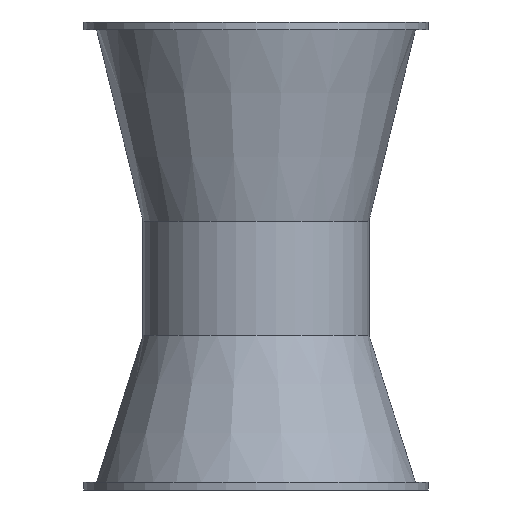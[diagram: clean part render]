
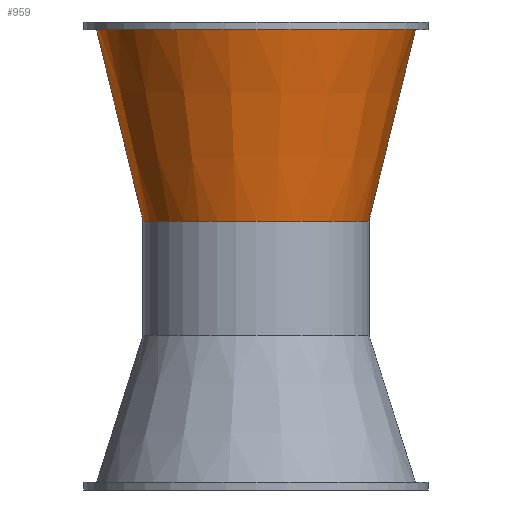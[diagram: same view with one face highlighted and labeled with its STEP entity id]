
A CAD part, front view. The second image highlights one B-rep face of the part: STEP entity #959.
In plain terms, the highlighted conical face has half-angle 13.639 degrees and reference radius 45 mm.
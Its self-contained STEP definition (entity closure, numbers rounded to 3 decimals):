
#3 = ORIENTED_EDGE ( 'NONE', *, *, #744, .T. ) ;
#24 = DIRECTION ( 'NONE',  ( 0., 0., 1. ) ) ;
#40 = VERTEX_POINT ( 'NONE', #158 ) ;
#77 = EDGE_CURVE ( 'NONE', #160, #40, #637, .T. ) ;
#97 = VERTEX_POINT ( 'NONE', #813 ) ;
#158 = CARTESIAN_POINT ( 'NONE',  ( -63.5, 0., 104.14 ) ) ;
#160 = VERTEX_POINT ( 'NONE', #167 ) ;
#167 = CARTESIAN_POINT ( 'NONE',  ( -45., 0., 27.9 ) ) ;
#176 = DIRECTION ( 'NONE',  ( 1., 0., 0. ) ) ;
#215 = DIRECTION ( 'NONE',  ( 1., 0., 0. ) ) ;
#237 = CIRCLE ( 'NONE', #391, 63.5 ) ;
#251 = ORIENTED_EDGE ( 'NONE', *, *, #477, .T. ) ;
#259 = DIRECTION ( 'NONE',  ( 0., 0., 1. ) ) ;
#272 = CARTESIAN_POINT ( 'NONE',  ( 63.5, 0., 104.14 ) ) ;
#278 = EDGE_CURVE ( 'NONE', #40, #792, #237, .T. ) ;
#391 = AXIS2_PLACEMENT_3D ( 'NONE', #915, #259, #176 ) ;
#473 = CARTESIAN_POINT ( 'NONE',  ( 0., 0., 27.9 ) ) ;
#477 = EDGE_CURVE ( 'NONE', #97, #792, #623, .T. ) ;
#513 = AXIS2_PLACEMENT_3D ( 'NONE', #605, #24, #526 ) ;
#526 = DIRECTION ( 'NONE',  ( 1., 0., 0. ) ) ;
#541 = EDGE_LOOP ( 'NONE', ( #707, #3, #251, #791 ) ) ;
#551 = DIRECTION ( 'NONE',  ( 0.236, 0., 0.972 ) ) ;
#575 = DIRECTION ( 'NONE',  ( -0.236, 0., 0.972 ) ) ;
#605 = CARTESIAN_POINT ( 'NONE',  ( 0., 0., 27.9 ) ) ;
#623 = LINE ( 'NONE', #1030, #921 ) ;
#637 = LINE ( 'NONE', #892, #799 ) ;
#707 = ORIENTED_EDGE ( 'NONE', *, *, #77, .F. ) ;
#744 = EDGE_CURVE ( 'NONE', #160, #97, #939, .T. ) ;
#791 = ORIENTED_EDGE ( 'NONE', *, *, #278, .F. ) ;
#792 = VERTEX_POINT ( 'NONE', #272 ) ;
#799 = VECTOR ( 'NONE', #575, 1000. ) ;
#813 = CARTESIAN_POINT ( 'NONE',  ( 45., 0., 27.9 ) ) ;
#820 = AXIS2_PLACEMENT_3D ( 'NONE', #473, #947, #215 ) ;
#892 = CARTESIAN_POINT ( 'NONE',  ( -45., 0., 27.9 ) ) ;
#915 = CARTESIAN_POINT ( 'NONE',  ( 0., 0., 104.14 ) ) ;
#921 = VECTOR ( 'NONE', #551, 1000. ) ;
#939 = CIRCLE ( 'NONE', #513, 45. ) ;
#947 = DIRECTION ( 'NONE',  ( 0., 0., 1. ) ) ;
#959 = ADVANCED_FACE ( 'NONE', ( #1046 ), #1029, .T. ) ;
#1029 = CONICAL_SURFACE ( 'NONE', #820, 45., 0.238 ) ;
#1030 = CARTESIAN_POINT ( 'NONE',  ( 45., 0., 27.9 ) ) ;
#1046 = FACE_OUTER_BOUND ( 'NONE', #541, .T. ) ;
